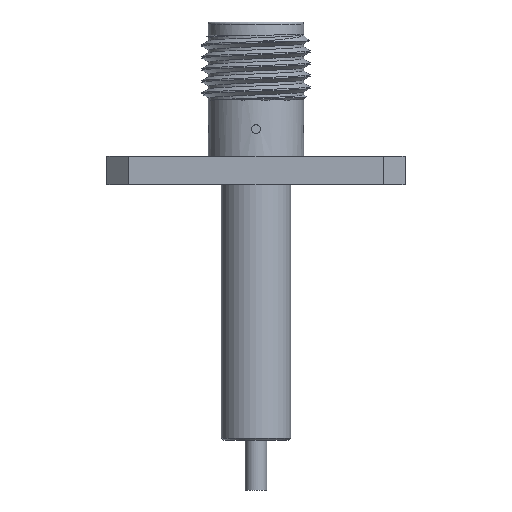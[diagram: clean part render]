
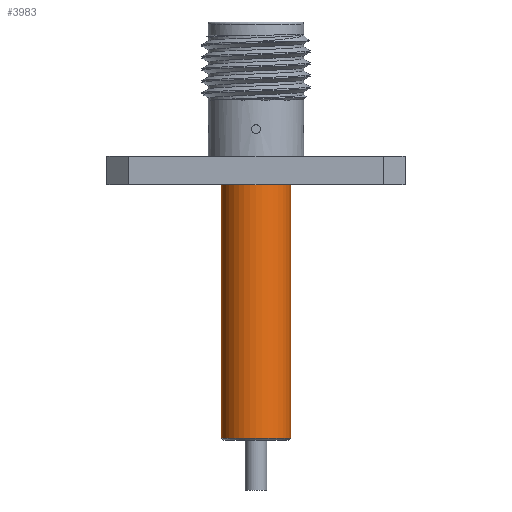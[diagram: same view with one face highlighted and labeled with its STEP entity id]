
A CAD part, front view. The second image highlights one B-rep face of the part: STEP entity #3983.
In plain terms, the highlighted cylindrical face has radius 2.045 mm (diameter 4.089 mm), a partial arc.
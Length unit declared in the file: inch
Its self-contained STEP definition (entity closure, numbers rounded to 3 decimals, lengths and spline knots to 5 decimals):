
#39 = EDGE_CURVE ( 'NONE', #204, #3679, #593, .T. ) ;
#204 = VERTEX_POINT ( 'NONE', #3833 ) ;
#268 = VERTEX_POINT ( 'NONE', #2908 ) ;
#312 = CARTESIAN_POINT ( 'NONE',  ( 0., 0., -0.375 ) ) ;
#334 = DIRECTION ( 'NONE',  ( 0., 0., -1. ) ) ;
#402 = FACE_OUTER_BOUND ( 'NONE', #1959, .T. ) ;
#410 = ORIENTED_EDGE ( 'NONE', *, *, #2563, .T. ) ;
#551 = ORIENTED_EDGE ( 'NONE', *, *, #39, .T. ) ;
#560 = VERTEX_POINT ( 'NONE', #3585 ) ;
#593 = LINE ( 'NONE', #1549, #3463 ) ;
#762 = CARTESIAN_POINT ( 'NONE',  ( 0., 0., -0.965 ) ) ;
#772 = CIRCLE ( 'NONE', #3935, 0.0805 ) ;
#1051 = DIRECTION ( 'NONE',  ( 0., 0., 1. ) ) ;
#1175 = CARTESIAN_POINT ( 'NONE',  ( 0., 0., -0.96 ) ) ;
#1212 = DIRECTION ( 'NONE',  ( 0., 0., 1. ) ) ;
#1392 = DIRECTION ( 'NONE',  ( 0., 0., 1. ) ) ;
#1549 = CARTESIAN_POINT ( 'NONE',  ( 0.0805, 0., -0.965 ) ) ;
#1638 = CYLINDRICAL_SURFACE ( 'NONE', #3352, 0.0805 ) ;
#1681 = DIRECTION ( 'NONE',  ( 1., 0., 0. ) ) ;
#1923 = ORIENTED_EDGE ( 'NONE', *, *, #3700, .F. ) ;
#1959 = EDGE_LOOP ( 'NONE', ( #1923, #410, #551, #2773 ) ) ;
#2048 = VECTOR ( 'NONE', #1392, 39.37008 ) ;
#2133 = EDGE_CURVE ( 'NONE', #3679, #560, #2607, .T. ) ;
#2563 = EDGE_CURVE ( 'NONE', #268, #204, #772, .T. ) ;
#2607 = CIRCLE ( 'NONE', #3145, 0.0805 ) ;
#2773 = ORIENTED_EDGE ( 'NONE', *, *, #2133, .T. ) ;
#2908 = CARTESIAN_POINT ( 'NONE',  ( -0.0805, 0., -0.96 ) ) ;
#3021 = DIRECTION ( 'NONE',  ( -1., 0., 0. ) ) ;
#3117 = DIRECTION ( 'NONE',  ( 0., 0., 1. ) ) ;
#3145 = AXIS2_PLACEMENT_3D ( 'NONE', #312, #334, #3771 ) ;
#3223 = CARTESIAN_POINT ( 'NONE',  ( 0.0805, 0., -0.375 ) ) ;
#3352 = AXIS2_PLACEMENT_3D ( 'NONE', #762, #1051, #1681 ) ;
#3463 = VECTOR ( 'NONE', #3117, 39.37008 ) ;
#3585 = CARTESIAN_POINT ( 'NONE',  ( -0.0805, 0., -0.375 ) ) ;
#3679 = VERTEX_POINT ( 'NONE', #3223 ) ;
#3700 = EDGE_CURVE ( 'NONE', #268, #560, #3810, .T. ) ;
#3771 = DIRECTION ( 'NONE',  ( -1., 0., 0. ) ) ;
#3810 = LINE ( 'NONE', #3869, #2048 ) ;
#3833 = CARTESIAN_POINT ( 'NONE',  ( 0.0805, 0., -0.96 ) ) ;
#3869 = CARTESIAN_POINT ( 'NONE',  ( -0.0805, 0., -0.965 ) ) ;
#3935 = AXIS2_PLACEMENT_3D ( 'NONE', #1175, #1212, #3021 ) ;
#3983 = ADVANCED_FACE ( 'NONE', ( #402 ), #1638, .T. ) ;
